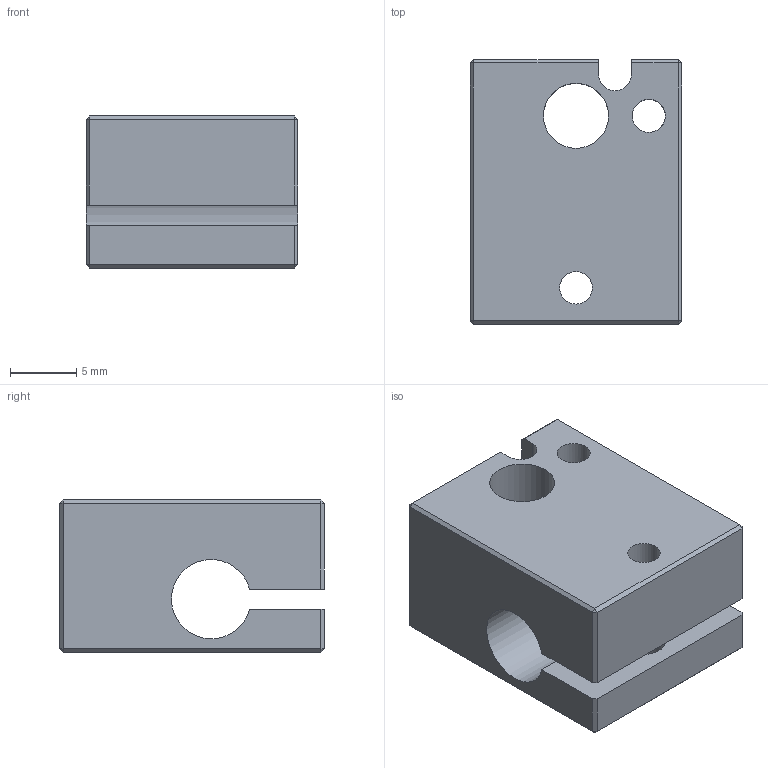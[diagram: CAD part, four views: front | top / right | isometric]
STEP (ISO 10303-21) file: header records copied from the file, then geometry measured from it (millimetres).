
FILE_DESCRIPTION(/* description */ (''),/* implementation_level */ '2;1');
FILE_NAME(/* name */ 'HE1.75-HB-V3.stp',/* time_stamp */ '2017-11-30T09:47:02+01:00',/* author */ ('jange'),/* organization */ (''),/* preprocessor_version */ 'ST-DEVELOPER v17',/* originating_system */ 'Autodesk Inventor 2018',/* authorisation */ '');
FILE_SCHEMA (('AUTOMOTIVE_DESIGN { 1 0 10303 214 3 1 1 }'));
Length unit declared in the file: millimetre
Products named in the file (1): K8600-HEATERBLOCK
Bounding box: 16 x 20 x 11.5 mm (x, y, z)
Volume: 2674.9 mm3; surface area: 2145.6 mm2
Topology: 1 solids, 1 shells, 44 faces, 111 edges, 67 vertices
Faces by surface type: plane 36, cylinder 7, cone 1
Full cylindrical faces by diameter (mm): 2.013 x1, 2.459 x1, 2.5 x1, 3.2 x1, 4.917 x1
Entity records: 1399 total; most frequent: CARTESIAN_POINT 290, ORIENTED_EDGE 220, DIRECTION 214, EDGE_CURVE 110, LINE 88, VECTOR 88, VERTEX_POINT 67, AXIS2_PLACEMENT_3D 63
